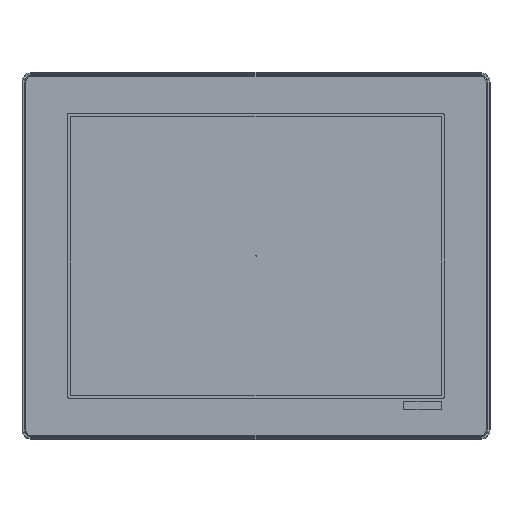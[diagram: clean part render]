
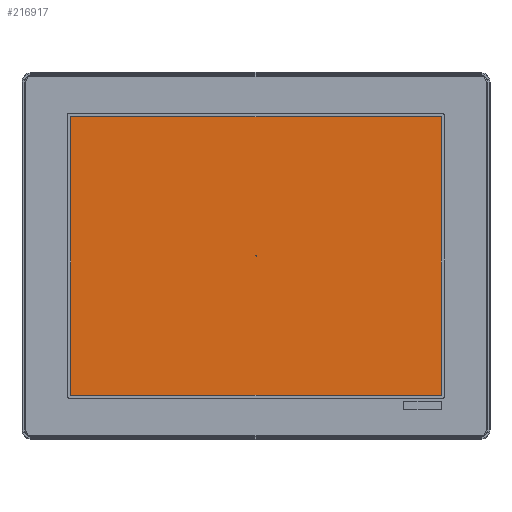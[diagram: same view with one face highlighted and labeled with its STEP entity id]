
A CAD part, top view. The second image highlights one B-rep face of the part: STEP entity #216917.
In plain terms, the highlighted planar face has unit normal (0, 0, 1).
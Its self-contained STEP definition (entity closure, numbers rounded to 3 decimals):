
#216679=CARTESIAN_POINT('',(153.,117.5,2.985));
#216680=VERTEX_POINT('',#216679);
#216687=CARTESIAN_POINT('',(155.,115.5,2.985));
#216688=VERTEX_POINT('',#216687);
#216689=CARTESIAN_POINT('',(153.,115.5,2.985));
#216690=DIRECTION('',(0.,0.,-1.0));
#216691=DIRECTION('',(0.707,0.707,0.));
#216692=AXIS2_PLACEMENT_3D('',#216689,#216690,#216691);
#216693=CIRCLE('',#216692,2.0);
#216694=EDGE_CURVE('',#216680,#216688,#216693,.T.);
#216718=CARTESIAN_POINT('',(-155.,117.5,2.985));
#216719=VERTEX_POINT('',#216718);
#216726=CARTESIAN_POINT('',(-155.,117.5,2.985));
#216727=DIRECTION('',(1.0,0.0,0.0));
#216728=VECTOR('',#216727,308.);
#216729=LINE('',#216726,#216728);
#216730=EDGE_CURVE('',#216719,#216680,#216729,.T.);
#216749=CARTESIAN_POINT('',(-155.,-115.5,2.985));
#216750=VERTEX_POINT('',#216749);
#216757=CARTESIAN_POINT('',(-155.,-115.5,2.985));
#216758=DIRECTION('',(0.0,1.0,0.0));
#216759=VECTOR('',#216758,233.0);
#216760=LINE('',#216757,#216759);
#216761=EDGE_CURVE('',#216750,#216719,#216760,.T.);
#216781=CARTESIAN_POINT('',(-153.,-117.5,2.985));
#216782=VERTEX_POINT('',#216781);
#216789=CARTESIAN_POINT('',(-153.,-115.5,2.985));
#216790=DIRECTION('',(0.,0.,-1.0));
#216791=DIRECTION('',(-0.707,-0.707,0.));
#216792=AXIS2_PLACEMENT_3D('',#216789,#216790,#216791);
#216793=CIRCLE('',#216792,2.0);
#216794=EDGE_CURVE('',#216782,#216750,#216793,.T.);
#216831=CARTESIAN_POINT('',(155.,-115.5,2.985));
#216832=VERTEX_POINT('',#216831);
#216833=CARTESIAN_POINT('',(155.,115.5,2.985));
#216834=DIRECTION('',(0.0,-1.0,0.0));
#216835=VECTOR('',#216834,231.0);
#216836=LINE('',#216833,#216835);
#216837=EDGE_CURVE('',#216688,#216832,#216836,.T.);
#216863=CARTESIAN_POINT('',(153.,-117.5,2.985));
#216864=VERTEX_POINT('',#216863);
#216865=CARTESIAN_POINT('',(153.,-115.5,2.985));
#216866=DIRECTION('',(0.,0.,-1.0));
#216867=DIRECTION('',(0.707,-0.707,0.));
#216868=AXIS2_PLACEMENT_3D('',#216865,#216866,#216867);
#216869=CIRCLE('',#216868,2.0);
#216870=EDGE_CURVE('',#216832,#216864,#216869,.T.);
#216893=CARTESIAN_POINT('',(153.,-117.5,2.985));
#216894=DIRECTION('',(-1.0,0.0,0.0));
#216895=VECTOR('',#216894,306.);
#216896=LINE('',#216893,#216895);
#216897=EDGE_CURVE('',#216864,#216782,#216896,.T.);
#216903=CARTESIAN_POINT('',(0.,0.,2.985));
#216904=DIRECTION('',(0.0,0.0,1.0));
#216905=DIRECTION('',(-1.0,0.0,0.0));
#216906=AXIS2_PLACEMENT_3D('',#216903,#216904,#216905);
#216907=PLANE('',#216906);
#216908=ORIENTED_EDGE('',*,*,#216694,.F.);
#216909=ORIENTED_EDGE('',*,*,#216730,.F.);
#216910=ORIENTED_EDGE('',*,*,#216761,.F.);
#216911=ORIENTED_EDGE('',*,*,#216794,.F.);
#216912=ORIENTED_EDGE('',*,*,#216897,.F.);
#216913=ORIENTED_EDGE('',*,*,#216870,.F.);
#216914=ORIENTED_EDGE('',*,*,#216837,.F.);
#216915=EDGE_LOOP('',(#216908,#216909,#216910,#216911,#216912,#216913,#216914));
#216916=FACE_OUTER_BOUND('',#216915,.T.);
#216917=ADVANCED_FACE('',(#216916),#216907,.T.);
